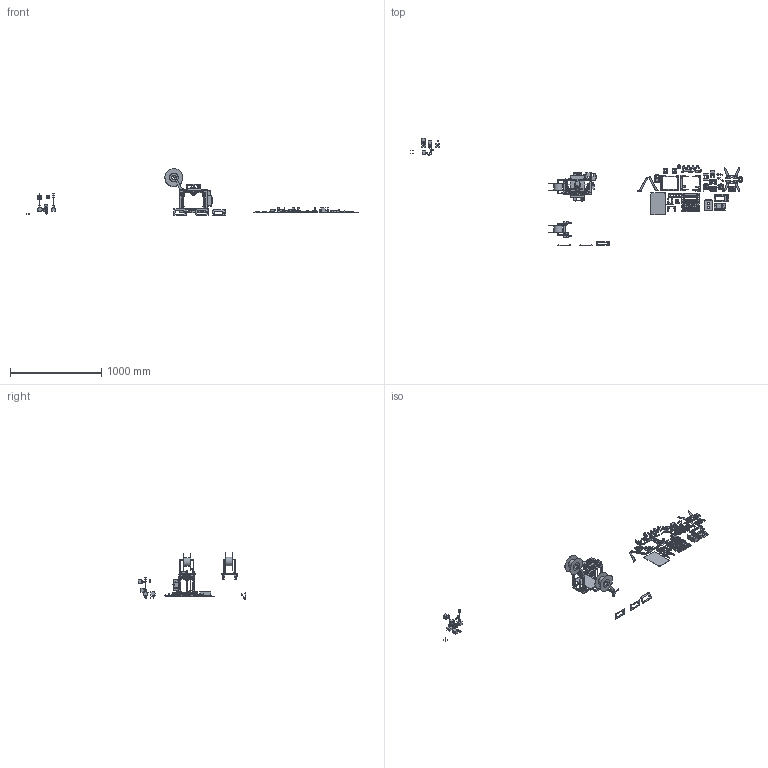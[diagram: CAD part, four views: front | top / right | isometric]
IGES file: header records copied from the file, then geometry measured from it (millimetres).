
Global section: file name: MaplePrint_Mini_V2; native system: Autodesk Inventor 2015; preprocessor: unknown; author: Ryan; date: 20150503.195424; units: inch
Bounding box: 3637.24 x 1177.04 x 513.44 mm (x, y, z)
Volume: 4943027.4 mm3; surface area: 2035902 mm2
Topology: 419 solids, 419 shells, 6416 faces, 16170 edges, 11149 vertices
Faces by surface type: bspline 6416
